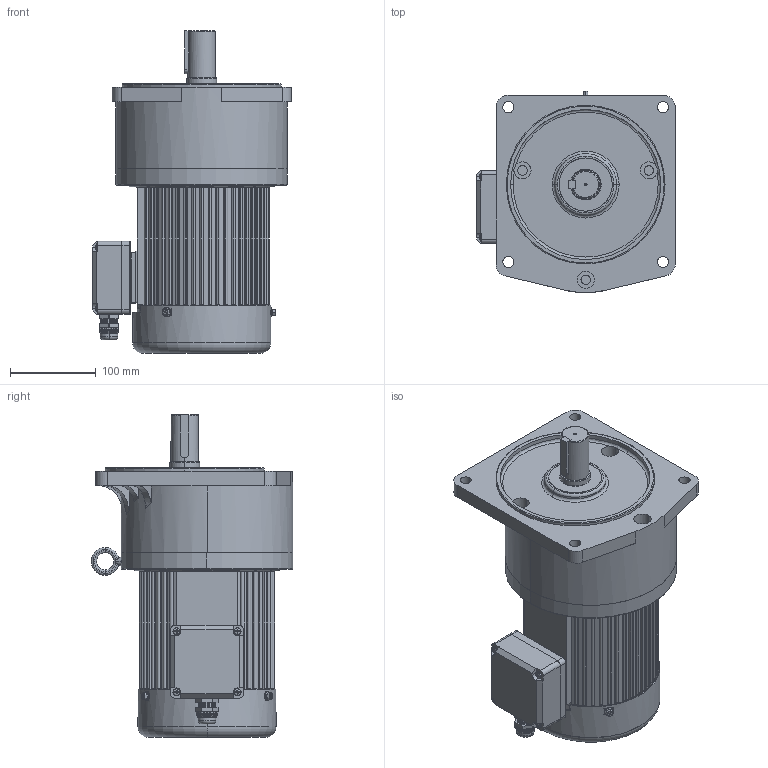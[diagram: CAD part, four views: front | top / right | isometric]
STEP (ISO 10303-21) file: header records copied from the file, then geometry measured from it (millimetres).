
FILE_DESCRIPTION (( 'STEP AP203' ), '1' );
FILE_NAME ('(標準品)G14V750W(5B67XXX100)(減速比共用).STEP', '2016-01-28T08:37:36', ( 'SE' ), ( 'SE' ), 'SwSTEP 2.0', 'SolidWorks 2010', '' );
FILE_SCHEMA (( 'CONFIG_CONTROL_DESIGN' ));
Length unit declared in the file: millimetre
Products named in the file (17): 丸頭螺絲 M4 x35 --35N_JIS B 1111 Binding head screw M4 x 8 --8N; 出線頭 Ver.2; 外六角內十字螺絲M5 x 10_ISO 4162 - M5 x 10 x 10-N; 750W風扇蓋159＊56; 10x8xL_50L; 成品-塑膠T盒; (標準品)G14V750W(5B67XXX100)(減速比共用); 出線盒下蓋; 出線盒上蓋; ･Xｽuｲｰｹﾔ､TH-UP3(PVC2mmｫp); G14-750C2; G14VBOX1; 油封35x62x8; G140S1; 750後蓋-M-SAB-45_3.烤車鑽; 馬達筒M750C1A-01; M8x16吊環(G14.G15前蓋用)
Assembly tree (21 placements, depth 3):
  (標準品)G14V750W(5B67XXX100)(減速比共用)
    G14VBOX1
    750W風扇蓋159＊56
    油封35x62x8
    750後蓋-M-SAB-45_3.烤車鑽
    G14-750C2
    馬達筒M750C1A-01
    外六角內十字螺絲M5 x 10_ISO 4162 - M5 x 10 x 10-N  x3
    M8x16吊環(G14.G15前蓋用)
    10x8xL_50L
    G140S1
    成品-塑膠T盒
      出線盒下蓋
      出線盒上蓋
      丸頭螺絲 M4 x35 --35N_JIS B 1111 Binding head screw M4 x 8 --8N  x4
      出線頭 Ver.2
      ･Xｽuｲｰｹﾔ､TH-UP3(PVC2mmｫp)
Bounding box: 231.5 x 235 x 376 mm (x, y, z)
Volume: 7130317.9 mm3; surface area: 652670.4 mm2
Topology: 20 solids, 47 shells, 3088 faces, 8155 edges, 5183 vertices
Faces by surface type: plane 1041, cylinder 984, cone 941, torus 79, bspline 35, sphere 8
Entity records: 68970 total; most frequent: CARTESIAN_POINT 15749, DIRECTION 10748, ORIENTED_EDGE 10706, EDGE_CURVE 5353, AXIS2_PLACEMENT_3D 3795, VERTEX_POINT 3454, LINE 3158, VECTOR 3158
